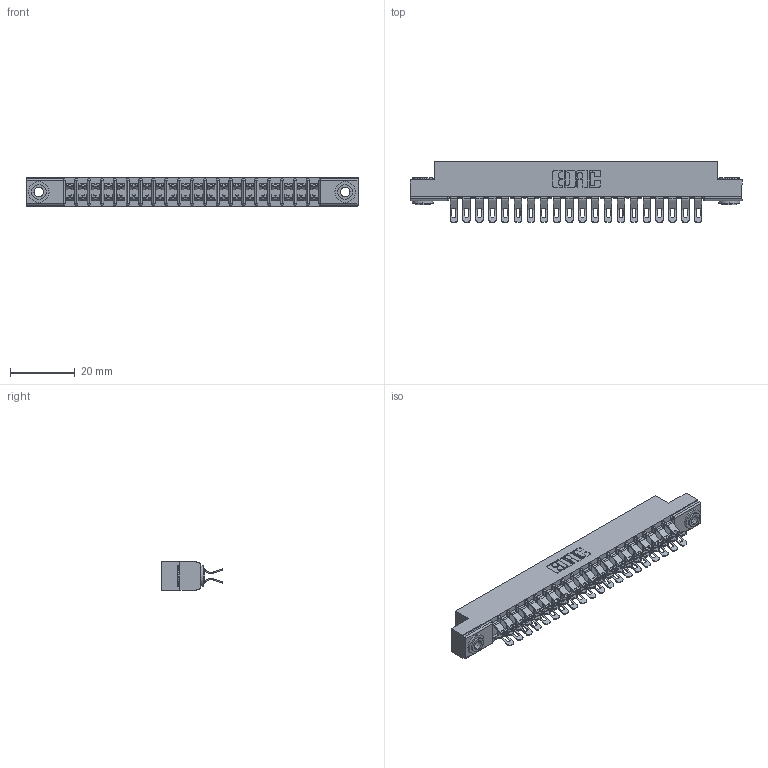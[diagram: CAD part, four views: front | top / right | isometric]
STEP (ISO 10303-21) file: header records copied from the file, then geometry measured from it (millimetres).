
FILE_DESCRIPTION (( 'STEP AP203' ), '1' );
FILE_NAME ('357-040-555-203.STEP', '2018-08-11T06:04:01', ( '' ), ( '' ), 'SwSTEP 2.0', 'SolidWorks 2016', '' );
FILE_SCHEMA (( 'CONFIG_CONTROL_DESIGN' ));
Length unit declared in the file: inch
Products named in the file (4): 307 Part_.156 Dia Mounting Holes; 307-290-001_555; 345-250-002_345-250-002-102; 357-040-555-203
Assembly tree (43 placements, depth 2):
  357-040-555-203
    307 Part_.156 Dia Mounting Holes
    307-290-001_555  x40
    345-250-002_345-250-002-102  x2
Bounding box: 102.26 x 18.75 x 8.71 mm (x, y, z)
Volume: 6809.6 mm3; surface area: 12828.7 mm2
Topology: 43 solids, 43 shells, 2631 faces, 7675 edges, 5002 vertices
Faces by surface type: plane 1454, cylinder 1127, sphere 42, cone 8
Entity records: 22100 total; most frequent: CARTESIAN_POINT 3609, ORIENTED_EDGE 3568, DIRECTION 3566, EDGE_CURVE 1784, VECTOR 1340, LINE 1340, VERTEX_POINT 1156, AXIS2_PLACEMENT_3D 1113
